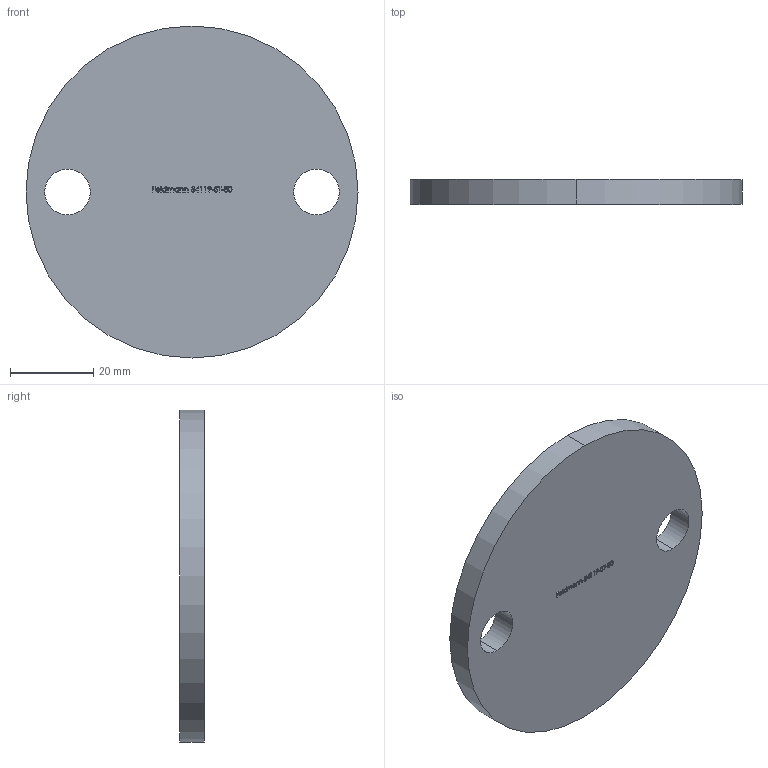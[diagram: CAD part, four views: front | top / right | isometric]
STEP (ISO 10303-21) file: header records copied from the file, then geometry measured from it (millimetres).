
FILE_DESCRIPTION (( 'STEP AP203' ), '1' );
FILE_NAME ('54119-ST-80.step', '2019-04-03T11:42:38', ( '' ), ( '' ), 'SwSTEP 2.0', 'SolidWorks 2015', '' );
FILE_SCHEMA (( 'CONFIG_CONTROL_DESIGN' ));
Length unit declared in the file: millimetre
Products named in the file (1): 54119-ST-80
Bounding box: 80 x 6 x 80 mm (x, y, z)
Volume: 29018.3 mm3; surface area: 11605.3 mm2
Topology: 1 solids, 1 shells, 247 faces, 654 edges, 436 vertices
Faces by surface type: plane 135, bspline 106, cylinder 6
Entity records: 13149 total; most frequent: CARTESIAN_POINT 7644, ORIENTED_EDGE 1308, DIRECTION 738, EDGE_CURVE 654, VERTEX_POINT 436, VECTOR 430, LINE 430, EDGE_LOOP 278
